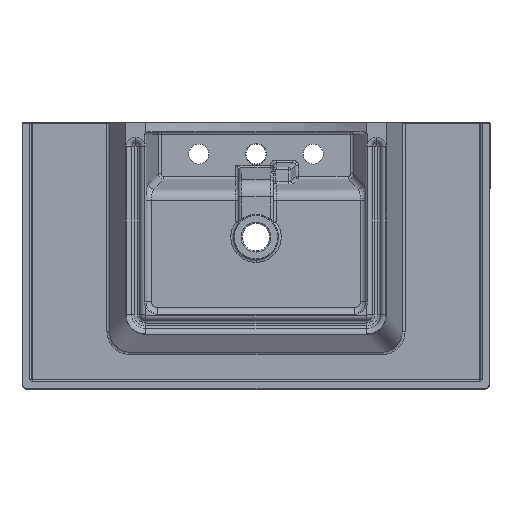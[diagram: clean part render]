
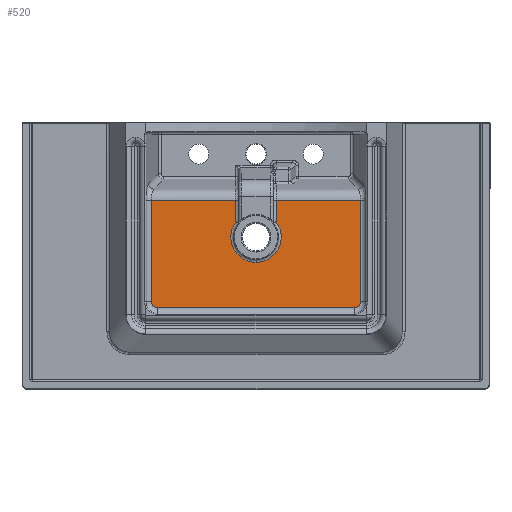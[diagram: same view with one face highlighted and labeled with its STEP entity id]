
A CAD part, front view. The second image highlights one B-rep face of the part: STEP entity #520.
In plain terms, the highlighted planar face has unit normal (0, -1, 0).
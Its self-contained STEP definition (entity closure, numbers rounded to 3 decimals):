
#110 = VERTEX_POINT ( 'NONE', #9564 ) ;
#293 = CARTESIAN_POINT ( 'NONE',  ( -190.737, -118., 96.481 ) ) ;
#329 = CARTESIAN_POINT ( 'NONE',  ( 0., -118., 32.5 ) ) ;
#359 = CARTESIAN_POINT ( 'NONE',  ( 182.346, -118., -80.5 ) ) ;
#520 = ADVANCED_FACE ( 'NONE', ( #9697 ), #10949, .T. ) ;
#580 = AXIS2_PLACEMENT_3D ( 'NONE', #3675, #9397, #11615 ) ;
#1201 = ORIENTED_EDGE ( 'NONE', *, *, #12164, .T. ) ;
#1307 = VECTOR ( 'NONE', #10629, 1000. ) ;
#1314 = EDGE_CURVE ( 'NONE', #11080, #3713, #7490, .T. ) ;
#1440 = CIRCLE ( 'NONE', #7759, 9.846 ) ;
#1710 = ORIENTED_EDGE ( 'NONE', *, *, #3722, .T. ) ;
#1797 = VERTEX_POINT ( 'NONE', #3160 ) ;
#1803 = CARTESIAN_POINT ( 'NONE',  ( 182.346, -118., 96.481 ) ) ;
#1983 = CARTESIAN_POINT ( 'NONE',  ( 172.5, -118., -80.5 ) ) ;
#2037 = EDGE_CURVE ( 'NONE', #3713, #13591, #12463, .T. ) ;
#2112 = CARTESIAN_POINT ( 'NONE',  ( 172.5, -118., -90.346 ) ) ;
#2469 = CARTESIAN_POINT ( 'NONE',  ( -35., -118., 59.165 ) ) ;
#2551 = VERTEX_POINT ( 'NONE', #1803 ) ;
#2609 = DIRECTION ( 'NONE',  ( 0., -1., 0. ) ) ;
#2639 = DIRECTION ( 'NONE',  ( 0., 1., 0. ) ) ;
#2697 = CIRCLE ( 'NONE', #580, 9.846 ) ;
#2804 = AXIS2_PLACEMENT_3D ( 'NONE', #329, #4792, #13784 ) ;
#3132 = CARTESIAN_POINT ( 'NONE',  ( -182.346, -118., -80.5 ) ) ;
#3160 = CARTESIAN_POINT ( 'NONE',  ( -35., -118., 96.481 ) ) ;
#3365 = VERTEX_POINT ( 'NONE', #3132 ) ;
#3635 = DIRECTION ( 'NONE',  ( 1., 0., 0. ) ) ;
#3675 = CARTESIAN_POINT ( 'NONE',  ( 172.5, -118., -80.5 ) ) ;
#3713 = VERTEX_POINT ( 'NONE', #12695 ) ;
#3722 = EDGE_CURVE ( 'NONE', #3365, #110, #1440, .T. ) ;
#3858 = DIRECTION ( 'NONE',  ( 0., 0., -1. ) ) ;
#3860 = ORIENTED_EDGE ( 'NONE', *, *, #4969, .T. ) ;
#4025 = CARTESIAN_POINT ( 'NONE',  ( -182.346, -118., 96.481 ) ) ;
#4572 = DIRECTION ( 'NONE',  ( 0., 0., -1. ) ) ;
#4792 = DIRECTION ( 'NONE',  ( 0., 1., 0. ) ) ;
#4952 = ORIENTED_EDGE ( 'NONE', *, *, #12555, .T. ) ;
#4969 = EDGE_CURVE ( 'NONE', #10177, #2551, #8488, .T. ) ;
#5092 = LINE ( 'NONE', #8401, #11860 ) ;
#5229 = LINE ( 'NONE', #8537, #11413 ) ;
#5430 = EDGE_CURVE ( 'NONE', #13012, #3365, #5092, .T. ) ;
#5498 = ORIENTED_EDGE ( 'NONE', *, *, #2037, .T. ) ;
#5600 = AXIS2_PLACEMENT_3D ( 'NONE', #1983, #10724, #9846 ) ;
#5804 = EDGE_LOOP ( 'NONE', ( #13487, #11521, #8316, #5498, #12267, #1201, #11799, #1710, #9062, #4952, #3860 ) ) ;
#6354 = EDGE_CURVE ( 'NONE', #8544, #11080, #6907, .T. ) ;
#6494 = VECTOR ( 'NONE', #13534, 1000. ) ;
#6907 = LINE ( 'NONE', #8902, #11341 ) ;
#7287 = CARTESIAN_POINT ( 'NONE',  ( -172.5, -118., -80.5 ) ) ;
#7391 = CARTESIAN_POINT ( 'NONE',  ( 0., -118., 32.5 ) ) ;
#7490 = CIRCLE ( 'NONE', #2804, 44. ) ;
#7759 = AXIS2_PLACEMENT_3D ( 'NONE', #7287, #2609, #11580 ) ;
#7861 = CARTESIAN_POINT ( 'NONE',  ( 182.346, -118., -80.5 ) ) ;
#8316 = ORIENTED_EDGE ( 'NONE', *, *, #1314, .T. ) ;
#8401 = CARTESIAN_POINT ( 'NONE',  ( -182.346, -118., -80.5 ) ) ;
#8488 = LINE ( 'NONE', #359, #1307 ) ;
#8537 = CARTESIAN_POINT ( 'NONE',  ( -35., -118., 96.481 ) ) ;
#8544 = VERTEX_POINT ( 'NONE', #14174 ) ;
#8902 = CARTESIAN_POINT ( 'NONE',  ( 35., -118., 57.42 ) ) ;
#9048 = VECTOR ( 'NONE', #3635, 1000. ) ;
#9062 = ORIENTED_EDGE ( 'NONE', *, *, #13253, .T. ) ;
#9239 = LINE ( 'NONE', #293, #6494 ) ;
#9362 = LINE ( 'NONE', #11439, #9048 ) ;
#9397 = DIRECTION ( 'NONE',  ( 0., -1., 0. ) ) ;
#9409 = CARTESIAN_POINT ( 'NONE',  ( -190.737, -118., 96.481 ) ) ;
#9564 = CARTESIAN_POINT ( 'NONE',  ( -172.5, -118., -90.346 ) ) ;
#9697 = FACE_OUTER_BOUND ( 'NONE', #5804, .T. ) ;
#9846 = DIRECTION ( 'NONE',  ( 0., 0., -1. ) ) ;
#10177 = VERTEX_POINT ( 'NONE', #7861 ) ;
#10629 = DIRECTION ( 'NONE',  ( 0., 0., 1. ) ) ;
#10724 = DIRECTION ( 'NONE',  ( 0., -1., 0. ) ) ;
#10788 = AXIS2_PLACEMENT_3D ( 'NONE', #7391, #2639, #11896 ) ;
#10949 = PLANE ( 'NONE',  #5600 ) ;
#11080 = VERTEX_POINT ( 'NONE', #11548 ) ;
#11341 = VECTOR ( 'NONE', #4572, 1000. ) ;
#11409 = VERTEX_POINT ( 'NONE', #2112 ) ;
#11413 = VECTOR ( 'NONE', #12830, 1000. ) ;
#11439 = CARTESIAN_POINT ( 'NONE',  ( 172.5, -118., -90.346 ) ) ;
#11521 = ORIENTED_EDGE ( 'NONE', *, *, #6354, .T. ) ;
#11548 = CARTESIAN_POINT ( 'NONE',  ( 35., -118., 59.165 ) ) ;
#11580 = DIRECTION ( 'NONE',  ( 0., 0., -1. ) ) ;
#11615 = DIRECTION ( 'NONE',  ( 0., 0., -1. ) ) ;
#11761 = EDGE_CURVE ( 'NONE', #2551, #8544, #9239, .T. ) ;
#11799 = ORIENTED_EDGE ( 'NONE', *, *, #5430, .T. ) ;
#11860 = VECTOR ( 'NONE', #3858, 1000. ) ;
#11896 = DIRECTION ( 'NONE',  ( 0., 0., -1. ) ) ;
#12164 = EDGE_CURVE ( 'NONE', #1797, #13012, #14056, .T. ) ;
#12267 = ORIENTED_EDGE ( 'NONE', *, *, #14407, .T. ) ;
#12463 = CIRCLE ( 'NONE', #10788, 44. ) ;
#12555 = EDGE_CURVE ( 'NONE', #11409, #10177, #2697, .T. ) ;
#12695 = CARTESIAN_POINT ( 'NONE',  ( 0., -118., -11.5 ) ) ;
#12830 = DIRECTION ( 'NONE',  ( 0., 0., 1. ) ) ;
#13012 = VERTEX_POINT ( 'NONE', #4025 ) ;
#13030 = DIRECTION ( 'NONE',  ( -1., 0., 0. ) ) ;
#13253 = EDGE_CURVE ( 'NONE', #110, #11409, #9362, .T. ) ;
#13487 = ORIENTED_EDGE ( 'NONE', *, *, #11761, .T. ) ;
#13534 = DIRECTION ( 'NONE',  ( -1., 0., 0. ) ) ;
#13591 = VERTEX_POINT ( 'NONE', #2469 ) ;
#13784 = DIRECTION ( 'NONE',  ( 0., 0., -1. ) ) ;
#14056 = LINE ( 'NONE', #9409, #14504 ) ;
#14174 = CARTESIAN_POINT ( 'NONE',  ( 35., -118., 96.481 ) ) ;
#14407 = EDGE_CURVE ( 'NONE', #13591, #1797, #5229, .T. ) ;
#14504 = VECTOR ( 'NONE', #13030, 1000. ) ;
